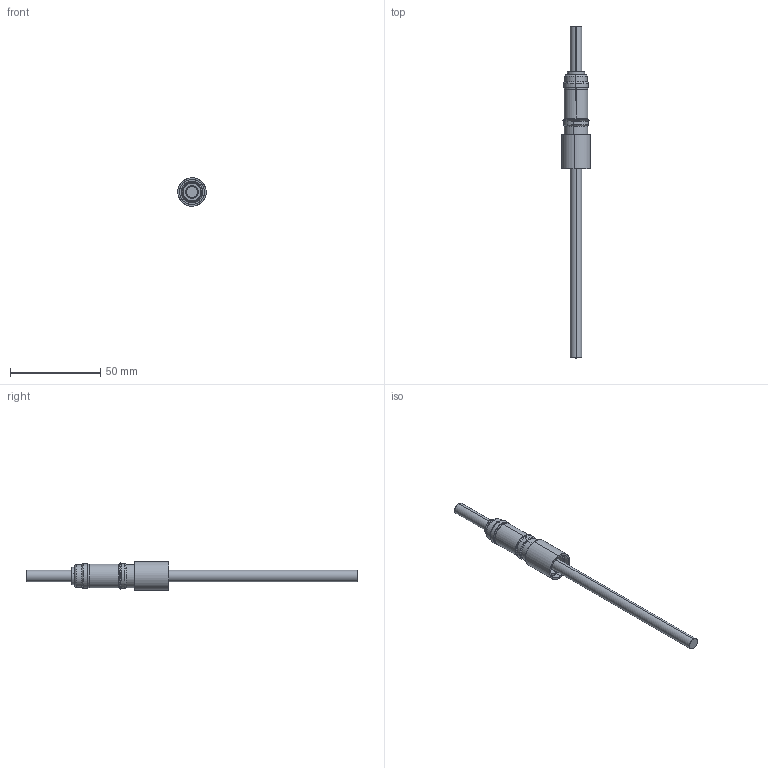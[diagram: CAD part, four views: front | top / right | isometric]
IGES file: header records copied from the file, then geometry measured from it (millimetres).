
Start section: SolidWorks IGES file using analytic representation for surfaces
Global section: file name: 02779-07-W.IGS; native system: SolidWorks 2014; preprocessor: SolidWorks 2014; author: Lee Sanders; date: 160209.080004; units: inch
Bounding box: 15.79 x 184.4 x 15.79 mm (x, y, z)
Surface area: 11317.7 mm2 (no closed solid volume)
Topology: 0 solids, 0 shells, 99 faces, 1352 edges, 1352 vertices
Faces by surface type: revolution 54, bspline 45
